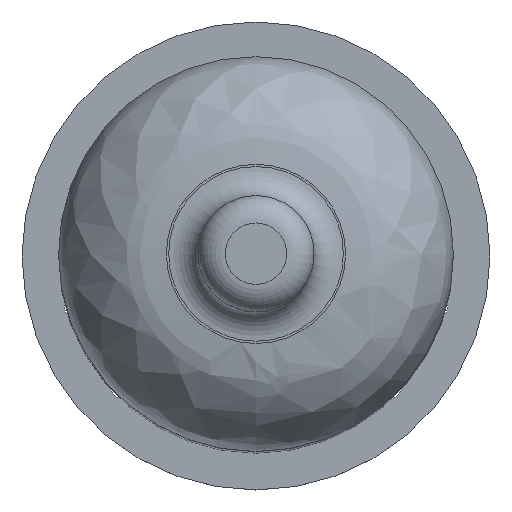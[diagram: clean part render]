
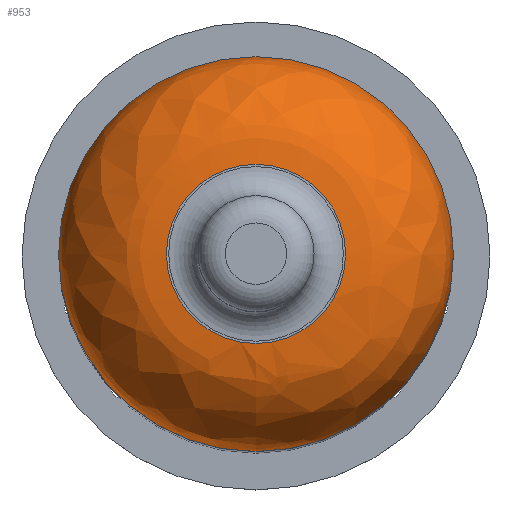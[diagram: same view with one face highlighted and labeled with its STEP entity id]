
A CAD part, top view. The second image highlights one B-rep face of the part: STEP entity #953.
In plain terms, the highlighted free-form (B-spline) face has degree [2, 2] with [3, 9] control points.
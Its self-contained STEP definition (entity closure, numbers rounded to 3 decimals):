
#927 = EDGE_CURVE('',#928,#930,#932,.T.);
#928 = VERTEX_POINT('',#929);
#929 = CARTESIAN_POINT('',(2.45,30.943,0.));
#930 = VERTEX_POINT('',#931);
#931 = CARTESIAN_POINT('',(0.,30.943,2.45));
#932 = CIRCLE('',#933,2.45);
#933 = AXIS2_PLACEMENT_3D('',#934,#935,#936);
#934 = CARTESIAN_POINT('',(0.,30.943,0.));
#935 = DIRECTION('',(0.,-1.,0.));
#936 = DIRECTION('',(1.,0.,0.));
#938 = EDGE_CURVE('',#930,#928,#939,.T.);
#939 = CIRCLE('',#940,2.45);
#940 = AXIS2_PLACEMENT_3D('',#941,#942,#943);
#941 = CARTESIAN_POINT('',(0.,30.943,0.));
#942 = DIRECTION('',(0.,-1.,0.));
#943 = DIRECTION('',(1.,0.,0.));
#953 = ADVANCED_FACE('',(#954),#993,.F.);
#954 = FACE_BOUND('',#955,.F.);
#955 = EDGE_LOOP('',(#956,#965,#966,#967,#968,#977,#986));
#956 = ORIENTED_EDGE('',*,*,#957,.T.);
#957 = EDGE_CURVE('',#958,#930,#960,.T.);
#958 = VERTEX_POINT('',#959);
#959 = CARTESIAN_POINT('',(0.,27.993,5.4));
#960 = CIRCLE('',#961,2.95);
#961 = AXIS2_PLACEMENT_3D('',#962,#963,#964);
#962 = CARTESIAN_POINT('',(0.,27.993,2.45));
#963 = DIRECTION('',(-1.,0.,0.));
#964 = DIRECTION('',(0.,0.,1.));
#965 = ORIENTED_EDGE('',*,*,#927,.F.);
#966 = ORIENTED_EDGE('',*,*,#938,.F.);
#967 = ORIENTED_EDGE('',*,*,#957,.F.);
#968 = ORIENTED_EDGE('',*,*,#969,.T.);
#969 = EDGE_CURVE('',#958,#970,#972,.T.);
#970 = VERTEX_POINT('',#971);
#971 = CARTESIAN_POINT('',(-5.4,27.993,0.));
#972 = CIRCLE('',#973,5.4);
#973 = AXIS2_PLACEMENT_3D('',#974,#975,#976);
#974 = CARTESIAN_POINT('',(0.,27.993,0.));
#975 = DIRECTION('',(0.,-1.,0.));
#976 = DIRECTION('',(1.,0.,0.));
#977 = ORIENTED_EDGE('',*,*,#978,.T.);
#978 = EDGE_CURVE('',#970,#979,#981,.T.);
#979 = VERTEX_POINT('',#980);
#980 = CARTESIAN_POINT('',(5.4,27.993,0.));
#981 = CIRCLE('',#982,5.4);
#982 = AXIS2_PLACEMENT_3D('',#983,#984,#985);
#983 = CARTESIAN_POINT('',(0.,27.993,0.));
#984 = DIRECTION('',(0.,-1.,0.));
#985 = DIRECTION('',(1.,0.,0.));
#986 = ORIENTED_EDGE('',*,*,#987,.T.);
#987 = EDGE_CURVE('',#979,#958,#988,.T.);
#988 = CIRCLE('',#989,5.4);
#989 = AXIS2_PLACEMENT_3D('',#990,#991,#992);
#990 = CARTESIAN_POINT('',(0.,27.993,0.));
#991 = DIRECTION('',(0.,-1.,0.));
#992 = DIRECTION('',(1.,0.,0.));
#993 = ( BOUNDED_SURFACE() B_SPLINE_SURFACE(2,2,(
    (#994,#995,#996,#997,#998,#999,#1000,#1001,#1002)
    ,(#1003,#1004,#1005,#1006,#1007,#1008,#1009,#1010,#1011)
    ,(#1012,#1013,#1014,#1015,#1016,#1017,#1018,#1019,#1020
)),.UNSPECIFIED.,.F.,.T.,.F.) B_SPLINE_SURFACE_WITH_KNOTS((3,3),(1,2,2,2
    ,2,2,1),(-1.571,0.),(-4.712,-3.142,
    -1.571,0.,1.571,3.142,4.712)
,.UNSPECIFIED.) GEOMETRIC_REPRESENTATION_ITEM() 
RATIONAL_B_SPLINE_SURFACE((
    (1.,0.707,1.,0.707,1.,0.707,1.
      ,0.707,1.)
    ,(0.707,0.5,0.707,0.5,0.707,0.5
      ,0.707,0.5,0.707)
    ,(1.,0.707,1.,0.707,1.,0.707,1.
,0.707,1.))) REPRESENTATION_ITEM('') SURFACE() );
#994 = CARTESIAN_POINT('',(0.,30.943,2.45));
#995 = CARTESIAN_POINT('',(-2.45,30.943,2.45));
#996 = CARTESIAN_POINT('',(-2.45,30.943,0.));
#997 = CARTESIAN_POINT('',(-2.45,30.943,-2.45));
#998 = CARTESIAN_POINT('',(0.,30.943,-2.45));
#999 = CARTESIAN_POINT('',(2.45,30.943,-2.45));
#1000 = CARTESIAN_POINT('',(2.45,30.943,0.));
#1001 = CARTESIAN_POINT('',(2.45,30.943,2.45));
#1002 = CARTESIAN_POINT('',(0.,30.943,2.45));
#1003 = CARTESIAN_POINT('',(0.,30.943,5.4));
#1004 = CARTESIAN_POINT('',(-5.4,30.943,5.4));
#1005 = CARTESIAN_POINT('',(-5.4,30.943,0.));
#1006 = CARTESIAN_POINT('',(-5.4,30.943,-5.4));
#1007 = CARTESIAN_POINT('',(0.,30.943,-5.4));
#1008 = CARTESIAN_POINT('',(5.4,30.943,-5.4));
#1009 = CARTESIAN_POINT('',(5.4,30.943,0.));
#1010 = CARTESIAN_POINT('',(5.4,30.943,5.4));
#1011 = CARTESIAN_POINT('',(0.,30.943,5.4));
#1012 = CARTESIAN_POINT('',(0.,27.993,5.4));
#1013 = CARTESIAN_POINT('',(-5.4,27.993,5.4));
#1014 = CARTESIAN_POINT('',(-5.4,27.993,0.));
#1015 = CARTESIAN_POINT('',(-5.4,27.993,-5.4));
#1016 = CARTESIAN_POINT('',(0.,27.993,-5.4));
#1017 = CARTESIAN_POINT('',(5.4,27.993,-5.4));
#1018 = CARTESIAN_POINT('',(5.4,27.993,0.));
#1019 = CARTESIAN_POINT('',(5.4,27.993,5.4));
#1020 = CARTESIAN_POINT('',(0.,27.993,5.4));
